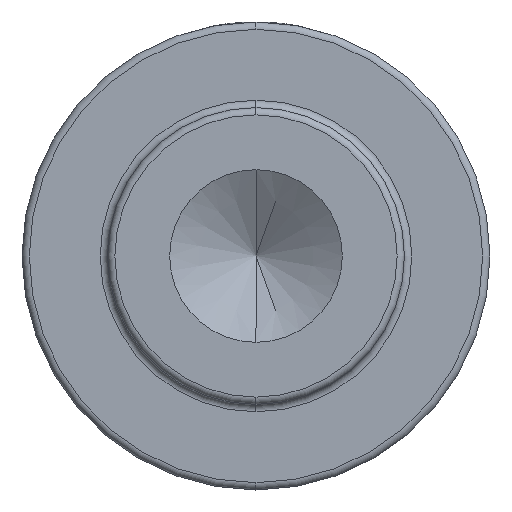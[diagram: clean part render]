
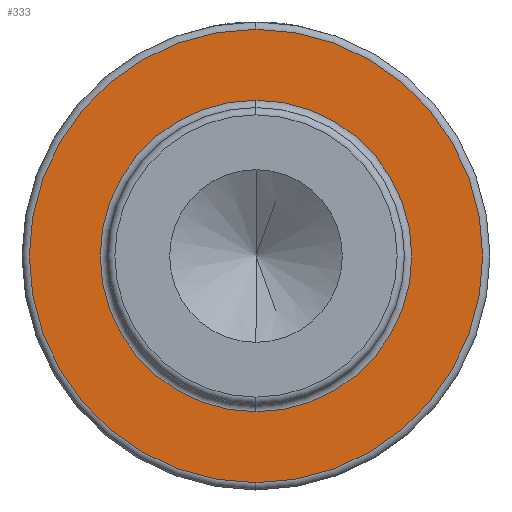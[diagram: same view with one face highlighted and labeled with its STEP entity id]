
A CAD part, left-side view. The second image highlights one B-rep face of the part: STEP entity #333.
In plain terms, the highlighted planar face has unit normal (-1, 0, 0).
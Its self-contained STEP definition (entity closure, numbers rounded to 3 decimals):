
#7 = EDGE_LOOP ( 'NONE', ( #638, #1067 ) ) ;
#45 = CARTESIAN_POINT ( 'NONE',  ( 11., 0., 0. ) ) ;
#74 = AXIS2_PLACEMENT_3D ( 'NONE', #45, #204, #949 ) ;
#105 = CARTESIAN_POINT ( 'NONE',  ( 11., 0., 0. ) ) ;
#133 = AXIS2_PLACEMENT_3D ( 'NONE', #925, #832, #163 ) ;
#163 = DIRECTION ( 'NONE',  ( 0., 0., -1. ) ) ;
#165 = CIRCLE ( 'NONE', #742, 15.5 ) ;
#174 = DIRECTION ( 'NONE',  ( 0., 0., -1. ) ) ;
#179 = FACE_OUTER_BOUND ( 'NONE', #810, .T. ) ;
#204 = DIRECTION ( 'NONE',  ( -1., 0., 0. ) ) ;
#227 = CARTESIAN_POINT ( 'NONE',  ( 11., 0., -10.65 ) ) ;
#228 = EDGE_CURVE ( 'NONE', #974, #289, #372, .T. ) ;
#254 = AXIS2_PLACEMENT_3D ( 'NONE', #294, #362, #174 ) ;
#265 = ORIENTED_EDGE ( 'NONE', *, *, #370, .T. ) ;
#289 = VERTEX_POINT ( 'NONE', #1037 ) ;
#294 = CARTESIAN_POINT ( 'NONE',  ( 11., 10.15, 0. ) ) ;
#333 = ADVANCED_FACE ( 'NONE', ( #917, #179 ), #422, .F. ) ;
#341 = CIRCLE ( 'NONE', #133, 10.65 ) ;
#362 = DIRECTION ( 'NONE',  ( 1., 0., 0. ) ) ;
#370 = EDGE_CURVE ( 'NONE', #428, #651, #165, .T. ) ;
#371 = DIRECTION ( 'NONE',  ( 0., 0., -1. ) ) ;
#372 = CIRCLE ( 'NONE', #510, 10.65 ) ;
#422 = PLANE ( 'NONE',  #254 ) ;
#428 = VERTEX_POINT ( 'NONE', #650 ) ;
#510 = AXIS2_PLACEMENT_3D ( 'NONE', #105, #774, #371 ) ;
#554 = CARTESIAN_POINT ( 'NONE',  ( 11., 0., 15.5 ) ) ;
#620 = ORIENTED_EDGE ( 'NONE', *, *, #967, .T. ) ;
#621 = DIRECTION ( 'NONE',  ( -1., 0., 0. ) ) ;
#635 = CIRCLE ( 'NONE', #74, 15.5 ) ;
#638 = ORIENTED_EDGE ( 'NONE', *, *, #228, .T. ) ;
#650 = CARTESIAN_POINT ( 'NONE',  ( 11., 0., -15.5 ) ) ;
#651 = VERTEX_POINT ( 'NONE', #554 ) ;
#742 = AXIS2_PLACEMENT_3D ( 'NONE', #1031, #621, #944 ) ;
#774 = DIRECTION ( 'NONE',  ( 1., 0., 0. ) ) ;
#780 = EDGE_CURVE ( 'NONE', #289, #974, #341, .T. ) ;
#810 = EDGE_LOOP ( 'NONE', ( #265, #620 ) ) ;
#832 = DIRECTION ( 'NONE',  ( 1., 0., 0. ) ) ;
#917 = FACE_BOUND ( 'NONE', #7, .T. ) ;
#925 = CARTESIAN_POINT ( 'NONE',  ( 11., 0., 0. ) ) ;
#944 = DIRECTION ( 'NONE',  ( 0., 0., -1. ) ) ;
#949 = DIRECTION ( 'NONE',  ( 0., 0., -1. ) ) ;
#967 = EDGE_CURVE ( 'NONE', #651, #428, #635, .T. ) ;
#974 = VERTEX_POINT ( 'NONE', #227 ) ;
#1031 = CARTESIAN_POINT ( 'NONE',  ( 11., 0., 0. ) ) ;
#1037 = CARTESIAN_POINT ( 'NONE',  ( 11., 0., 10.65 ) ) ;
#1067 = ORIENTED_EDGE ( 'NONE', *, *, #780, .T. ) ;
